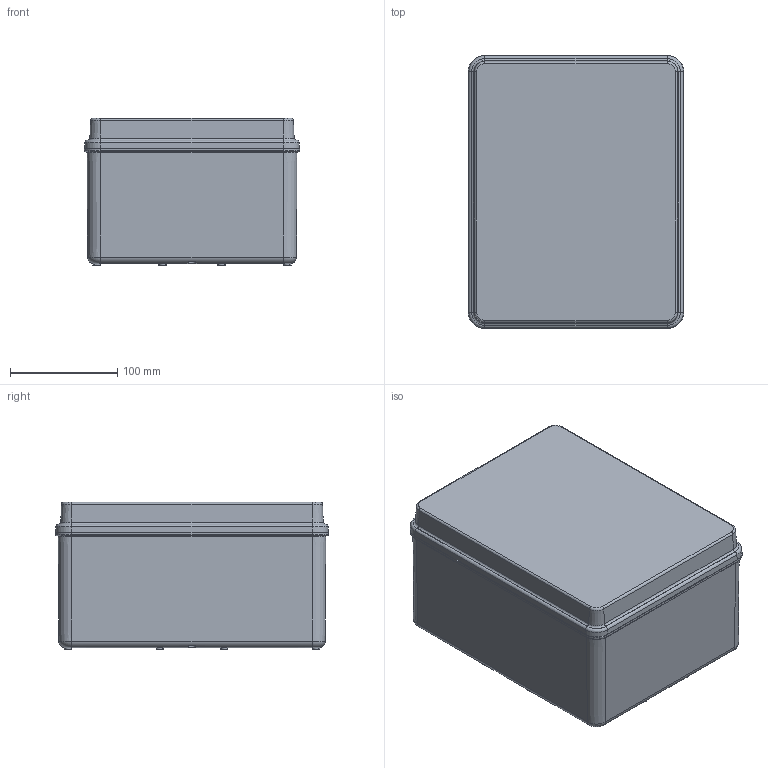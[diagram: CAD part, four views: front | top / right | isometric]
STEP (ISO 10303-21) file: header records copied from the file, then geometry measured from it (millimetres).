
FILE_DESCRIPTION((''),'2;1');
FILE_NAME('GW44118_ASM','2020-10-09T10:40:03',('user'),('Axiro Italia'),'CREO PARAMETRIC BY PTC INC, 2020074','CREO PARAMETRIC BY PTC INC, 2020074','');
FILE_SCHEMA(('CONFIG_CONTROL_DESIGN'));
Length unit declared in the file: millimetre
Products named in the file (3): 55910277B4X1_COPERCHIO_BASSO; 55916340BXXX_FONDO_ALTO_CASS_IP; GW44118_ASM
Assembly tree (2 placements, depth 2):
  GW44118_ASM
    55910277B4X1_COPERCHIO_BASSO
    55916340BXXX_FONDO_ALTO_CASS_IP
Bounding box: 200.9 x 254.6 x 137.5 mm (x, y, z)
Volume: 817600.8 mm3; surface area: 463285.1 mm2
Topology: 2 solids, 2 shells, 869 faces, 2220 edges, 1408 vertices
Faces by surface type: plane 593, cone 200, cylinder 36, torus 24, bspline 16
Entity records: 26868 total; most frequent: CARTESIAN_POINT 5660, ORIENTED_EDGE 4440, DIRECTION 4304, EDGE_CURVE 2220, VECTOR 1604, LINE 1604, VERTEX_POINT 1408, AXIS2_PLACEMENT_3D 1350
